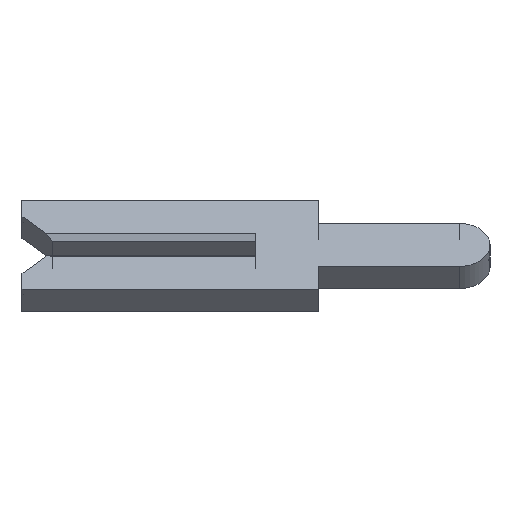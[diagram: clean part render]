
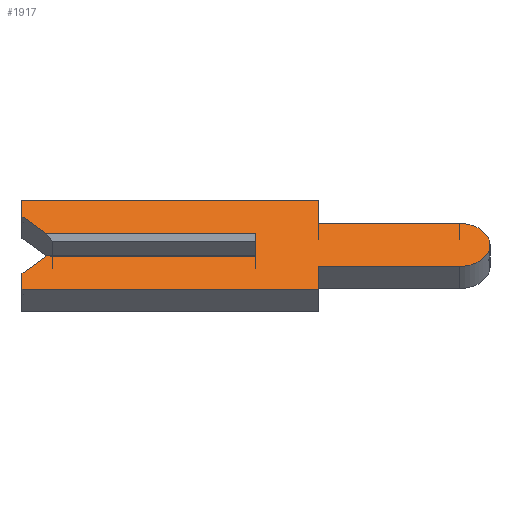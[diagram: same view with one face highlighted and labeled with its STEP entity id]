
A CAD part, left-side view. The second image highlights one B-rep face of the part: STEP entity #1917.
In plain terms, the highlighted face is planar.
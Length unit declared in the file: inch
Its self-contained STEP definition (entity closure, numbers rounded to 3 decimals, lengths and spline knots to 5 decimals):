
#34 = CARTESIAN_POINT ( 'NONE',  ( -0.01, 0., -0.01 ) ) ;
#49 = DIRECTION ( 'NONE',  ( 0., -1., 0. ) ) ;
#62 = VECTOR ( 'NONE', #791, 39.37008 ) ;
#68 = CARTESIAN_POINT ( 'NONE',  ( -0.01, 0.15, 0.04 ) ) ;
#78 = EDGE_CURVE ( 'NONE', #1593, #419, #587, .T. ) ;
#156 = VERTEX_POINT ( 'NONE', #2002 ) ;
#166 = EDGE_CURVE ( 'NONE', #264, #843, #2182, .T. ) ;
#177 = VERTEX_POINT ( 'NONE', #814 ) ;
#249 = DIRECTION ( 'NONE',  ( 0., 0., 1. ) ) ;
#264 = VERTEX_POINT ( 'NONE', #34 ) ;
#281 = CARTESIAN_POINT ( 'NONE',  ( -0.01, 0., 0.01 ) ) ;
#303 = VECTOR ( 'NONE', #249, 39.37008 ) ;
#307 = CARTESIAN_POINT ( 'NONE',  ( -0.01, 0.15, 0.01 ) ) ;
#315 = CARTESIAN_POINT ( 'NONE',  ( -0.01, 0.15, -0.026 ) ) ;
#319 = CARTESIAN_POINT ( 'NONE',  ( -0.01, -0.1305, 0. ) ) ;
#367 = LINE ( 'NONE', #1819, #894 ) ;
#373 = CARTESIAN_POINT ( 'NONE',  ( -0.01, 0.134, 0.01 ) ) ;
#391 = ORIENTED_EDGE ( 'NONE', *, *, #424, .F. ) ;
#393 = VECTOR ( 'NONE', #868, 39.37008 ) ;
#419 = VERTEX_POINT ( 'NONE', #2238 ) ;
#424 = EDGE_CURVE ( 'NONE', #2221, #264, #367, .T. ) ;
#427 = CIRCLE ( 'NONE', #2284, 0.0195 ) ;
#474 = ORIENTED_EDGE ( 'NONE', *, *, #2447, .F. ) ;
#477 = ORIENTED_EDGE ( 'NONE', *, *, #2132, .F. ) ;
#519 = DIRECTION ( 'NONE',  ( 0., 0., -1. ) ) ;
#542 = EDGE_CURVE ( 'NONE', #1699, #1002, #2516, .T. ) ;
#544 = CARTESIAN_POINT ( 'NONE',  ( -0.01, -0.04, -0.04 ) ) ;
#554 = ORIENTED_EDGE ( 'NONE', *, *, #943, .F. ) ;
#565 = EDGE_CURVE ( 'NONE', #668, #1541, #651, .T. ) ;
#587 = LINE ( 'NONE', #1164, #62 ) ;
#593 = EDGE_LOOP ( 'NONE', ( #2058, #2459, #391, #477, #474, #733, #2054, #862, #2090, #2237, #1921, #1017, #554, #1158 ) ) ;
#610 = EDGE_CURVE ( 'NONE', #2405, #177, #1896, .T. ) ;
#618 = FACE_OUTER_BOUND ( 'NONE', #593, .T. ) ;
#651 = LINE ( 'NONE', #1678, #1862 ) ;
#668 = VERTEX_POINT ( 'NONE', #1853 ) ;
#733 = ORIENTED_EDGE ( 'NONE', *, *, #542, .F. ) ;
#755 = DIRECTION ( 'NONE',  ( 0., -1., 0. ) ) ;
#759 = DIRECTION ( 'NONE',  ( 0., 0., -1. ) ) ;
#791 = DIRECTION ( 'NONE',  ( 0., 0.707, 0.707 ) ) ;
#814 = CARTESIAN_POINT ( 'NONE',  ( -0.01, -0.04, 0.04 ) ) ;
#843 = VERTEX_POINT ( 'NONE', #281 ) ;
#846 = DIRECTION ( 'NONE',  ( 0., 1., 0. ) ) ;
#858 = EDGE_CURVE ( 'NONE', #177, #156, #1715, .T. ) ;
#862 = ORIENTED_EDGE ( 'NONE', *, *, #565, .F. ) ;
#868 = DIRECTION ( 'NONE',  ( 0., 0., -1. ) ) ;
#882 = DIRECTION ( 'NONE',  ( 0., -1., 0. ) ) ;
#894 = VECTOR ( 'NONE', #49, 39.37008 ) ;
#916 = DIRECTION ( 'NONE',  ( 1., 0., 0. ) ) ;
#943 = EDGE_CURVE ( 'NONE', #419, #2405, #2489, .T. ) ;
#982 = LINE ( 'NONE', #1615, #303 ) ;
#1002 = VERTEX_POINT ( 'NONE', #1099 ) ;
#1017 = ORIENTED_EDGE ( 'NONE', *, *, #610, .F. ) ;
#1055 = EDGE_CURVE ( 'NONE', #1931, #668, #427, .T. ) ;
#1087 = DIRECTION ( 'NONE',  ( 0., 1., 0. ) ) ;
#1099 = CARTESIAN_POINT ( 'NONE',  ( -0.01, 0.15, -0.04 ) ) ;
#1156 = CARTESIAN_POINT ( 'NONE',  ( -0.01, -0.04, -0.0195 ) ) ;
#1158 = ORIENTED_EDGE ( 'NONE', *, *, #78, .F. ) ;
#1164 = CARTESIAN_POINT ( 'NONE',  ( -0.01, 0.1305, 0.0065 ) ) ;
#1185 = DIRECTION ( 'NONE',  ( 0., 0., -1. ) ) ;
#1262 = VERTEX_POINT ( 'NONE', #315 ) ;
#1280 = EDGE_CURVE ( 'NONE', #1593, #843, #2428, .T. ) ;
#1311 = DIRECTION ( 'NONE',  ( 0., 0., 1. ) ) ;
#1338 = VECTOR ( 'NONE', #1087, 39.37008 ) ;
#1360 = PLANE ( 'NONE',  #2227 ) ;
#1373 = CARTESIAN_POINT ( 'NONE',  ( -0.01, -0.04, 0.0195 ) ) ;
#1477 = CARTESIAN_POINT ( 'NONE',  ( -0.01, 0.15, 0.026 ) ) ;
#1497 = VECTOR ( 'NONE', #1311, 39.37008 ) ;
#1541 = VERTEX_POINT ( 'NONE', #1156 ) ;
#1575 = DIRECTION ( 'NONE',  ( 1., 0., 0. ) ) ;
#1587 = VECTOR ( 'NONE', #2023, 39.37008 ) ;
#1593 = VERTEX_POINT ( 'NONE', #373 ) ;
#1615 = CARTESIAN_POINT ( 'NONE',  ( -0.01, 0.15, -0.026 ) ) ;
#1619 = VECTOR ( 'NONE', #1185, 39.37008 ) ;
#1678 = CARTESIAN_POINT ( 'NONE',  ( -0.01, -0.04, -0.0195 ) ) ;
#1683 = VECTOR ( 'NONE', #2176, 39.37008 ) ;
#1699 = VERTEX_POINT ( 'NONE', #544 ) ;
#1715 = LINE ( 'NONE', #2070, #393 ) ;
#1716 = DIRECTION ( 'NONE',  ( 0., -1., 0. ) ) ;
#1787 = CARTESIAN_POINT ( 'NONE',  ( -0.01, -0.04, -0.04 ) ) ;
#1804 = VECTOR ( 'NONE', #1716, 39.37008 ) ;
#1819 = CARTESIAN_POINT ( 'NONE',  ( -0.01, -0.1305, -0.01 ) ) ;
#1845 = CARTESIAN_POINT ( 'NONE',  ( -0.01, 0.15, -0.04 ) ) ;
#1853 = CARTESIAN_POINT ( 'NONE',  ( -0.01, -0.1305, -0.0195 ) ) ;
#1862 = VECTOR ( 'NONE', #846, 39.37008 ) ;
#1896 = LINE ( 'NONE', #68, #1967 ) ;
#1917 = ADVANCED_FACE ( 'NONE', ( #618 ), #1360, .F. ) ;
#1921 = ORIENTED_EDGE ( 'NONE', *, *, #858, .F. ) ;
#1931 = VERTEX_POINT ( 'NONE', #2171 ) ;
#1967 = VECTOR ( 'NONE', #882, 39.37008 ) ;
#1973 = CARTESIAN_POINT ( 'NONE',  ( -0.01, 0., 0.0065 ) ) ;
#1989 = CARTESIAN_POINT ( 'NONE',  ( -0.01, 0.134, -0.01 ) ) ;
#2001 = EDGE_CURVE ( 'NONE', #156, #1931, #2305, .T. ) ;
#2002 = CARTESIAN_POINT ( 'NONE',  ( -0.01, -0.04, 0.0195 ) ) ;
#2023 = DIRECTION ( 'NONE',  ( 0., -0.707, 0.707 ) ) ;
#2054 = ORIENTED_EDGE ( 'NONE', *, *, #2268, .F. ) ;
#2058 = ORIENTED_EDGE ( 'NONE', *, *, #1280, .T. ) ;
#2070 = CARTESIAN_POINT ( 'NONE',  ( -0.01, -0.04, 0.04 ) ) ;
#2090 = ORIENTED_EDGE ( 'NONE', *, *, #1055, .F. ) ;
#2116 = LINE ( 'NONE', #2343, #1587 ) ;
#2132 = EDGE_CURVE ( 'NONE', #1262, #2221, #2116, .T. ) ;
#2171 = CARTESIAN_POINT ( 'NONE',  ( -0.01, -0.1305, 0.0195 ) ) ;
#2176 = DIRECTION ( 'NONE',  ( 0., 0., 1. ) ) ;
#2182 = LINE ( 'NONE', #1973, #1683 ) ;
#2201 = CARTESIAN_POINT ( 'NONE',  ( -0.01, 0.15, 0.04 ) ) ;
#2221 = VERTEX_POINT ( 'NONE', #1989 ) ;
#2227 = AXIS2_PLACEMENT_3D ( 'NONE', #2350, #1575, #759 ) ;
#2237 = ORIENTED_EDGE ( 'NONE', *, *, #2001, .F. ) ;
#2238 = CARTESIAN_POINT ( 'NONE',  ( -0.01, 0.15, 0.026 ) ) ;
#2268 = EDGE_CURVE ( 'NONE', #1541, #1699, #2487, .T. ) ;
#2284 = AXIS2_PLACEMENT_3D ( 'NONE', #319, #916, #519 ) ;
#2305 = LINE ( 'NONE', #1373, #2425 ) ;
#2343 = CARTESIAN_POINT ( 'NONE',  ( -0.01, 0.1305, -0.0065 ) ) ;
#2350 = CARTESIAN_POINT ( 'NONE',  ( -0.01, -0.1305, 0. ) ) ;
#2405 = VERTEX_POINT ( 'NONE', #2201 ) ;
#2425 = VECTOR ( 'NONE', #755, 39.37008 ) ;
#2428 = LINE ( 'NONE', #307, #1804 ) ;
#2447 = EDGE_CURVE ( 'NONE', #1002, #1262, #982, .T. ) ;
#2459 = ORIENTED_EDGE ( 'NONE', *, *, #166, .F. ) ;
#2487 = LINE ( 'NONE', #1787, #1619 ) ;
#2489 = LINE ( 'NONE', #1477, #1497 ) ;
#2516 = LINE ( 'NONE', #1845, #1338 ) ;
